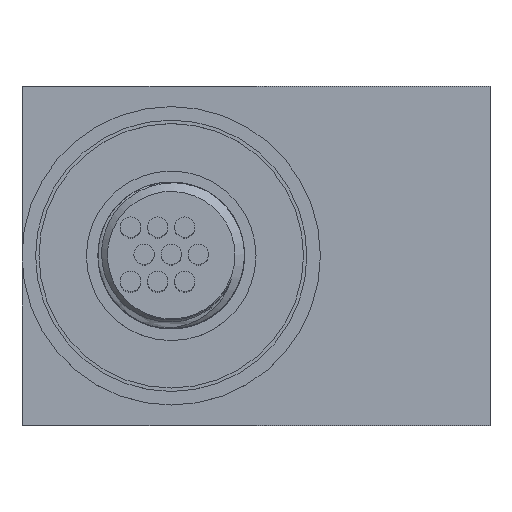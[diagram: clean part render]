
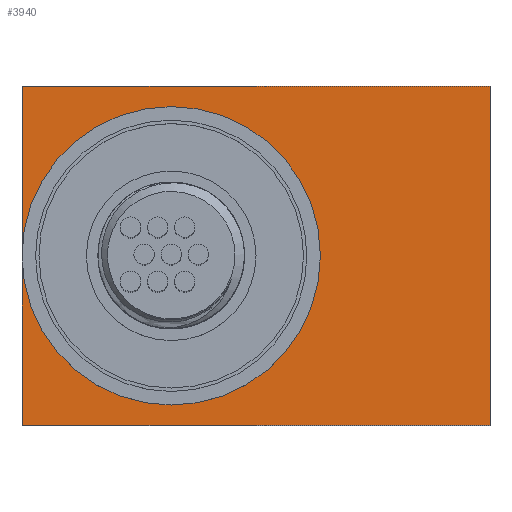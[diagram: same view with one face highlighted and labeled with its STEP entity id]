
A CAD part, top view. The second image highlights one B-rep face of the part: STEP entity #3940.
In plain terms, the highlighted planar face has unit normal (0, 0, 1).
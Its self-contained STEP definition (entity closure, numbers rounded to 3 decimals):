
#287=LINE($,#10457,#575);
#291=LINE($,#10546,#579);
#292=LINE($,#10547,#580);
#293=LINE($,#10549,#581);
#294=LINE($,#10550,#582);
#575=VECTOR($,#4634,25.);
#579=VECTOR($,#4748,34.5);
#580=VECTOR($,#4749,12.5);
#581=VECTOR($,#4750,12.5);
#582=VECTOR($,#4751,34.5);
#683=PLANE($,#4119);
#807=CIRCLE($,#4117,11.);
#1049=FACE_OUTER_BOUND($,#1340,.T.);
#1340=EDGE_LOOP($,(#3546,#3547,#3548,#3549,#3550,#3551));
#1899=VERTEX_POINT($,#10455);
#1900=VERTEX_POINT($,#10456);
#1929=VERTEX_POINT($,#10541);
#1930=VERTEX_POINT($,#10545);
#1931=VERTEX_POINT($,#10548);
#2440=EDGE_CURVE($,#1899,#1900,#287,.T.);
#2470=EDGE_CURVE($,#1929,#1929,#807,.T.);
#2471=EDGE_CURVE($,#1930,#1899,#291,.T.);
#2472=EDGE_CURVE($,#1929,#1930,#292,.T.);
#2473=EDGE_CURVE($,#1931,#1929,#293,.T.);
#2474=EDGE_CURVE($,#1900,#1931,#294,.T.);
#3546=ORIENTED_EDGE($,*,*,#2440,.F.);
#3547=ORIENTED_EDGE($,*,*,#2471,.F.);
#3548=ORIENTED_EDGE($,*,*,#2472,.F.);
#3549=ORIENTED_EDGE($,*,*,#2470,.T.);
#3550=ORIENTED_EDGE($,*,*,#2473,.F.);
#3551=ORIENTED_EDGE($,*,*,#2474,.F.);
#3940=ADVANCED_FACE($,(#1049),#683,.T.);
#4117=AXIS2_PLACEMENT_3D($,#10542,#4742,#4743);
#4119=AXIS2_PLACEMENT_3D($,#10544,#4746,#4747);
#4634=DIRECTION($,(0.,-1.,0.));
#4742=DIRECTION('center_axis',(0.,0.,-1.));
#4743=DIRECTION('ref_axis',(-1.,0.,0.));
#4746=DIRECTION('center_axis',(0.,0.,1.));
#4747=DIRECTION('ref_axis',(1.,0.,0.));
#4748=DIRECTION($,(1.,0.,0.));
#4749=DIRECTION($,(0.,1.,0.));
#4750=DIRECTION($,(0.,1.,0.));
#4751=DIRECTION($,(-1.,0.,0.));
#10455=CARTESIAN_POINT('',(17.25,12.5,7.));
#10456=CARTESIAN_POINT('',(17.25,-12.5,7.));
#10457=CARTESIAN_POINT($,(17.25,-12.5,7.));
#10541=CARTESIAN_POINT('',(-17.25,0.,7.));
#10542=CARTESIAN_POINT('Origin',(-6.25,0.,7.));
#10544=CARTESIAN_POINT('Origin',(0.,0.,7.));
#10545=CARTESIAN_POINT('',(-17.25,12.5,7.));
#10546=CARTESIAN_POINT($,(17.25,12.5,7.));
#10547=CARTESIAN_POINT($,(-17.25,12.5,7.));
#10548=CARTESIAN_POINT('',(-17.25,-12.5,7.));
#10549=CARTESIAN_POINT($,(-17.25,12.5,7.));
#10550=CARTESIAN_POINT($,(-17.25,-12.5,7.));
